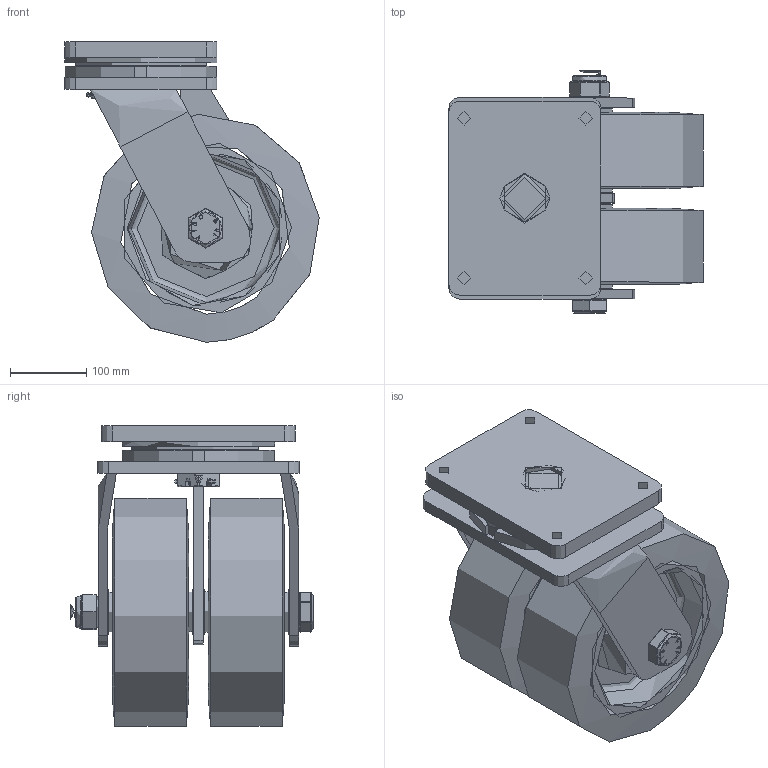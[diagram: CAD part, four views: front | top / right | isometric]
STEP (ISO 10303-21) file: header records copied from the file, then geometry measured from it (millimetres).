
FILE_DESCRIPTION(/* description */ ('','CAx-IF Rec.Pracs.---Representation and Presentation of Product Manufacturing Information (PMI)---4.0---2014-10-13'),/* implementation_level */ '2;1');
FILE_NAME(/* name */ '2BZXXH300PTBJ.step',/* time_stamp */ '2024-12-17T11:05:50Z',/* author */ (''),/* organization */ (''),/* preprocessor_version */ 'ST-DEVELOPER v20',/* originating_system */ 'Autodesk Translation Framework v13.20.0.188',/* authorisation */ '');
FILE_SCHEMA (('AP242_MANAGED_MODEL_BASED_3D_ENGINEERING_MIM_LF { 1 0 10303 442 1 1 4 }'));
Products named in the file (40): 2BZXXH300PTBJ; 2BZXXH300PTBJ_1; 2BZXXH300AS; FABRICATED STEEL TOP PLATE; TOP PLATE; FABRICATED STEEL FORKS; FORKS; FORKS Geometry; NUT; PIN; GREASE NIPPLE; BZXXH300WPTBJM50; BEARING6210; Pattern; BEARING6210_1; Pattern_1; TH50X5X30; TH50X5X30_1; BZXXH300WPTBJM50_1; BEARING6210_2; Pattern_2; BEARING6210_3; Pattern_3; Component1; INNER; OUTTER; MIDDLE; RUBBER; POLYURETHANE TYRE; CAST IRON RIM; BEARING SPACER; TH50X5X30_2; TH50X5X30_3; ZINC PLATED HEADED SPACER; NM30NYTHINZ; ZINC PLATED NYLOC NUT; NUT2; RUBBER2; BOLTM30X300Z109 v2; ZINC PLATED STEEL BOLT (1)
Assembly tree (100 placements, depth 6):
  2BZXXH300PTBJ
    2BZXXH300PTBJ_1
      2BZXXH300AS
        FABRICATED STEEL TOP PLATE
          TOP PLATE
        FABRICATED STEEL FORKS
          FORKS
            FORKS Geometry
            NUT
            PIN
            GREASE NIPPLE
      BZXXH300WPTBJM50
        POLYURETHANE TYRE
        CAST IRON RIM
        BEARING6210
          INNER
          OUTTER
          Pattern
            Component1  x10
          MIDDLE
          RUBBER  x2
        BEARING6210_1
          Pattern_1
            Component1  x10
          INNER
          OUTTER
          MIDDLE
          RUBBER  x2
        BEARING SPACER
      TH50X5X30
        ZINC PLATED HEADED SPACER
      TH50X5X30_1
        ZINC PLATED HEADED SPACER
      BZXXH300WPTBJM50_1
        BEARING6210_2
          Pattern_2
            Component1  x10
          INNER
          OUTTER
          MIDDLE
          RUBBER  x2
        BEARING6210_3
          Pattern_3
            Component1  x10
          INNER
          OUTTER
          MIDDLE
          RUBBER  x2
        POLYURETHANE TYRE
        CAST IRON RIM
        BEARING SPACER
      TH50X5X30_2
        ZINC PLATED HEADED SPACER
      TH50X5X30_3
        ZINC PLATED HEADED SPACER
      NM30NYTHINZ
        ZINC PLATED NYLOC NUT
          NUT2
          RUBBER2
    BOLTM30X300Z109 v2
Bounding box: 334.36 x 319 x 395 mm (x, y, z)
Volume: 14028582.8 mm3; surface area: 1696628 mm2
Topology: 78 solids, 78 shells, 2275 faces, 6087 edges, 3983 vertices
Faces by surface type: plane 729, bspline 715, cylinder 398, sphere 275, torus 98, cone 60
Full cylindrical faces by diameter (mm): 7.25 x1, 18 x4, 25.732 x25, 29.735 x26, 30 x3, 30.2 x4, 30.5 x3, 34 x6, 37.5 x2, 38 x1, 43 x1, 44.25 x1, 49.9 x4, 50 x6, 58 x2, 60 x4, 60.06 x4, 62.5 x1, 62.51 x16, 63.61 x8, 64.61 x8, 64.802 x4, 72 x2, 79.11 x8, 80 x2, 80.11 x8, 81.61 x16, 84.06 x4, 87 x1, 89.986 x2
Entity records: 56683 total; most frequent: CARTESIAN_POINT 35182, ORIENTED_EDGE 4536, DIRECTION 3853, EDGE_CURVE 2268, AXIS2_PLACEMENT_3D 1503, VERTEX_POINT 1451, EDGE_LOOP 973, FACE_OUTER_BOUND 882
